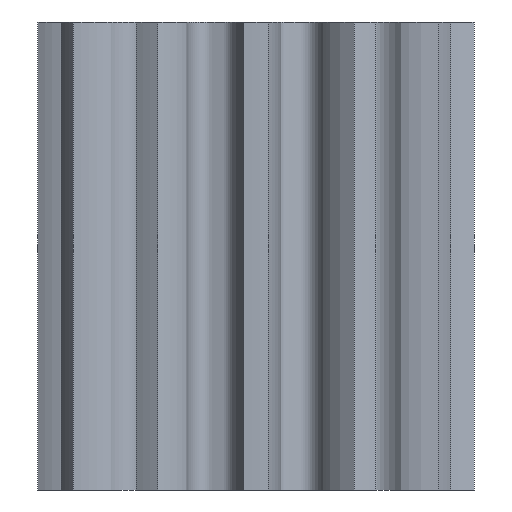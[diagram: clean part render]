
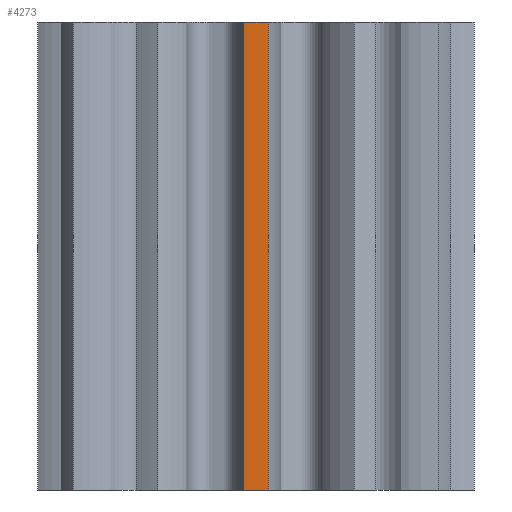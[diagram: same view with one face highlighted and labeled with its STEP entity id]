
A CAD part, left-side view. The second image highlights one B-rep face of the part: STEP entity #4273.
In plain terms, the highlighted cylindrical face has radius 8.89 mm (diameter 17.78 mm), a partial arc.
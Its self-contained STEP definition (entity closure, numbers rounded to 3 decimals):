
#205 = CYLINDRICAL_SURFACE ( 'NONE', #3240, 8.89 ) ;
#323 = CARTESIAN_POINT ( 'NONE',  ( 0., 0., 9.525 ) ) ;
#437 = DIRECTION ( 'NONE',  ( 0., 0., 1. ) ) ;
#537 = DIRECTION ( 'NONE',  ( 0., 0., 1. ) ) ;
#715 = VERTEX_POINT ( 'NONE', #5024 ) ;
#999 = CARTESIAN_POINT ( 'NONE',  ( -8.876, -0.498, -9.525 ) ) ;
#1168 = EDGE_CURVE ( 'NONE', #4405, #2958, #7200, .T. ) ;
#1399 = EDGE_LOOP ( 'NONE', ( #7108, #5889, #1690, #7514 ) ) ;
#1690 = ORIENTED_EDGE ( 'NONE', *, *, #6562, .T. ) ;
#2210 = CARTESIAN_POINT ( 'NONE',  ( 0., 0., 0. ) ) ;
#2958 = VERTEX_POINT ( 'NONE', #5067 ) ;
#3007 = DIRECTION ( 'NONE',  ( 1., 0., 0. ) ) ;
#3008 = CARTESIAN_POINT ( 'NONE',  ( -8.876, 0.498, 9.525 ) ) ;
#3066 = DIRECTION ( 'NONE',  ( 0., 0., 1. ) ) ;
#3195 = AXIS2_PLACEMENT_3D ( 'NONE', #5910, #5323, #3007 ) ;
#3240 = AXIS2_PLACEMENT_3D ( 'NONE', #2210, #437, #6889 ) ;
#3346 = LINE ( 'NONE', #7473, #6287 ) ;
#3437 = AXIS2_PLACEMENT_3D ( 'NONE', #323, #6708, #4312 ) ;
#3622 = CIRCLE ( 'NONE', #3195, 8.89 ) ;
#4069 = EDGE_CURVE ( 'NONE', #715, #4405, #4569, .T. ) ;
#4273 = ADVANCED_FACE ( 'NONE', ( #5762 ), #205, .T. ) ;
#4312 = DIRECTION ( 'NONE',  ( 1., 0., 0. ) ) ;
#4405 = VERTEX_POINT ( 'NONE', #3008 ) ;
#4569 = LINE ( 'NONE', #5216, #7194 ) ;
#5024 = CARTESIAN_POINT ( 'NONE',  ( -8.876, 0.498, -9.525 ) ) ;
#5067 = CARTESIAN_POINT ( 'NONE',  ( -8.876, -0.498, 9.525 ) ) ;
#5216 = CARTESIAN_POINT ( 'NONE',  ( -8.876, 0.498, -9.525 ) ) ;
#5323 = DIRECTION ( 'NONE',  ( 0., 0., 1. ) ) ;
#5762 = FACE_OUTER_BOUND ( 'NONE', #1399, .T. ) ;
#5889 = ORIENTED_EDGE ( 'NONE', *, *, #4069, .F. ) ;
#5904 = VERTEX_POINT ( 'NONE', #999 ) ;
#5910 = CARTESIAN_POINT ( 'NONE',  ( 0., 0., -9.525 ) ) ;
#6287 = VECTOR ( 'NONE', #3066, 1000. ) ;
#6562 = EDGE_CURVE ( 'NONE', #715, #5904, #3622, .T. ) ;
#6708 = DIRECTION ( 'NONE',  ( 0., 0., 1. ) ) ;
#6889 = DIRECTION ( 'NONE',  ( 1., 0., 0. ) ) ;
#7079 = EDGE_CURVE ( 'NONE', #5904, #2958, #3346, .T. ) ;
#7108 = ORIENTED_EDGE ( 'NONE', *, *, #1168, .F. ) ;
#7194 = VECTOR ( 'NONE', #537, 1000. ) ;
#7200 = CIRCLE ( 'NONE', #3437, 8.89 ) ;
#7473 = CARTESIAN_POINT ( 'NONE',  ( -8.876, -0.498, -9.525 ) ) ;
#7514 = ORIENTED_EDGE ( 'NONE', *, *, #7079, .T. ) ;
